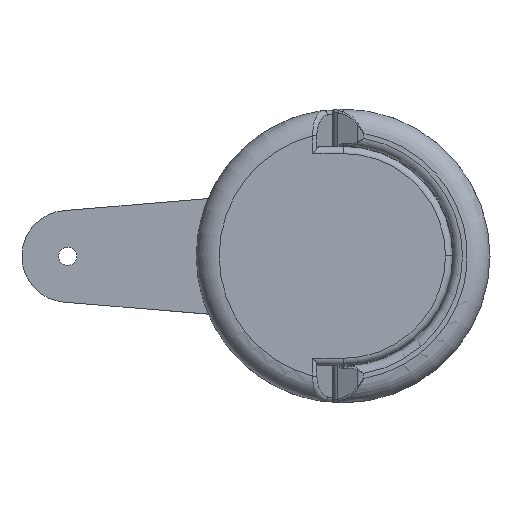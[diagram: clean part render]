
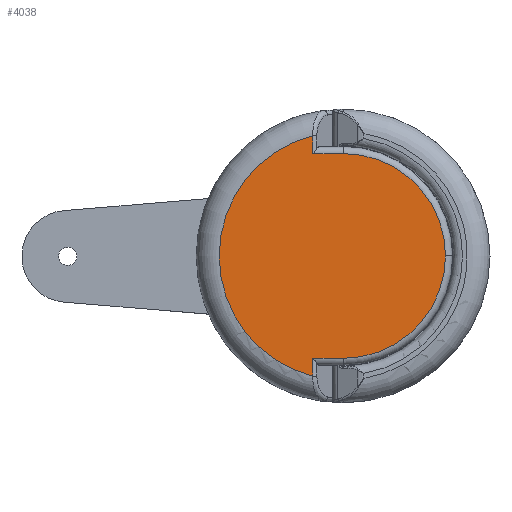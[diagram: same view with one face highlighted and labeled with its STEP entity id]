
A CAD part, top view. The second image highlights one B-rep face of the part: STEP entity #4038.
In plain terms, the highlighted planar face has unit normal (0, 0, 1).
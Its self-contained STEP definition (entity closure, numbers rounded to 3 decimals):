
#143 = CARTESIAN_POINT ( 'NONE',  ( 22.3, 0., 7. ) ) ;
#269 = VECTOR ( 'NONE', #2660, 1000. ) ;
#291 = DIRECTION ( 'NONE',  ( 0., 1., 0. ) ) ;
#562 = CARTESIAN_POINT ( 'NONE',  ( 0., 0., 7. ) ) ;
#675 = DIRECTION ( 'NONE',  ( 0., 0., 1. ) ) ;
#1406 = CARTESIAN_POINT ( 'NONE',  ( -6.577, 0., 7. ) ) ;
#1705 = AXIS2_PLACEMENT_3D ( 'NONE', #562, #9150, #8046 ) ;
#1752 = CARTESIAN_POINT ( 'NONE',  ( 0., 0., 7. ) ) ;
#1778 = CIRCLE ( 'NONE', #1705, 22.3 ) ;
#1967 = DIRECTION ( 'NONE',  ( 1., 0., 0. ) ) ;
#2104 = CARTESIAN_POINT ( 'NONE',  ( 0., 0., 7. ) ) ;
#2244 = CARTESIAN_POINT ( 'NONE',  ( -6.577, -26.187, 7. ) ) ;
#2294 = AXIS2_PLACEMENT_3D ( 'NONE', #2104, #10718, #9602 ) ;
#2362 = ORIENTED_EDGE ( 'NONE', *, *, #10576, .T. ) ;
#2422 = ORIENTED_EDGE ( 'NONE', *, *, #9413, .T. ) ;
#2452 = CARTESIAN_POINT ( 'NONE',  ( -6.577, 26.187, 7. ) ) ;
#2503 = LINE ( 'NONE', #1406, #9081 ) ;
#2660 = DIRECTION ( 'NONE',  ( 0., 1., 0. ) ) ;
#2705 = ORIENTED_EDGE ( 'NONE', *, *, #9027, .T. ) ;
#2755 = AXIS2_PLACEMENT_3D ( 'NONE', #9810, #10662, #9540 ) ;
#2835 = VECTOR ( 'NONE', #1967, 1000. ) ;
#2959 = CARTESIAN_POINT ( 'NONE',  ( 0., -22.3, 7. ) ) ;
#3004 = DIRECTION ( 'NONE',  ( -1., 0., 0. ) ) ;
#3102 = CARTESIAN_POINT ( 'NONE',  ( 0., -22.3, 7. ) ) ;
#3229 = EDGE_CURVE ( 'NONE', #6542, #7149, #4980, .T. ) ;
#3237 = CARTESIAN_POINT ( 'NONE',  ( -6.577, 22.3, 7. ) ) ;
#3371 = ORIENTED_EDGE ( 'NONE', *, *, #3604, .T. ) ;
#3398 = VERTEX_POINT ( 'NONE', #3237 ) ;
#3604 = EDGE_CURVE ( 'NONE', #6451, #3766, #6421, .T. ) ;
#3766 = VERTEX_POINT ( 'NONE', #2959 ) ;
#3798 = CARTESIAN_POINT ( 'NONE',  ( -6.577, 0., 7. ) ) ;
#3964 = FACE_OUTER_BOUND ( 'NONE', #6589, .T. ) ;
#4038 = ADVANCED_FACE ( 'NONE', ( #3964 ), #6191, .T. ) ;
#4125 = CARTESIAN_POINT ( 'NONE',  ( -6.577, 22.3, 7. ) ) ;
#4373 = ORIENTED_EDGE ( 'NONE', *, *, #3229, .T. ) ;
#4904 = LINE ( 'NONE', #3798, #269 ) ;
#4980 = CIRCLE ( 'NONE', #2755, 27. ) ;
#5209 = LINE ( 'NONE', #4125, #6756 ) ;
#5212 = VERTEX_POINT ( 'NONE', #6614 ) ;
#5256 = EDGE_CURVE ( 'NONE', #10055, #5212, #1778, .T. ) ;
#5336 = AXIS2_PLACEMENT_3D ( 'NONE', #1752, #675, #10365 ) ;
#6061 = CIRCLE ( 'NONE', #2294, 22.3 ) ;
#6191 = PLANE ( 'NONE',  #5336 ) ;
#6421 = LINE ( 'NONE', #3102, #2835 ) ;
#6451 = VERTEX_POINT ( 'NONE', #7925 ) ;
#6542 = VERTEX_POINT ( 'NONE', #2452 ) ;
#6589 = EDGE_LOOP ( 'NONE', ( #2362, #2705, #4373, #7523, #3371, #2422, #9678 ) ) ;
#6614 = CARTESIAN_POINT ( 'NONE',  ( 0., 22.3, 7. ) ) ;
#6756 = VECTOR ( 'NONE', #3004, 1000. ) ;
#7149 = VERTEX_POINT ( 'NONE', #2244 ) ;
#7523 = ORIENTED_EDGE ( 'NONE', *, *, #8149, .T. ) ;
#7925 = CARTESIAN_POINT ( 'NONE',  ( -6.577, -22.3, 7. ) ) ;
#8046 = DIRECTION ( 'NONE',  ( 1., 0., 0. ) ) ;
#8149 = EDGE_CURVE ( 'NONE', #7149, #6451, #4904, .T. ) ;
#9027 = EDGE_CURVE ( 'NONE', #3398, #6542, #2503, .T. ) ;
#9081 = VECTOR ( 'NONE', #291, 1000. ) ;
#9150 = DIRECTION ( 'NONE',  ( 0., 0., 1. ) ) ;
#9413 = EDGE_CURVE ( 'NONE', #3766, #10055, #6061, .T. ) ;
#9540 = DIRECTION ( 'NONE',  ( 1., 0., 0. ) ) ;
#9602 = DIRECTION ( 'NONE',  ( 1., 0., 0. ) ) ;
#9678 = ORIENTED_EDGE ( 'NONE', *, *, #5256, .T. ) ;
#9810 = CARTESIAN_POINT ( 'NONE',  ( 0., 0., 7. ) ) ;
#10055 = VERTEX_POINT ( 'NONE', #143 ) ;
#10365 = DIRECTION ( 'NONE',  ( 1., 0., 0. ) ) ;
#10576 = EDGE_CURVE ( 'NONE', #5212, #3398, #5209, .T. ) ;
#10662 = DIRECTION ( 'NONE',  ( 0., 0., 1. ) ) ;
#10718 = DIRECTION ( 'NONE',  ( 0., 0., 1. ) ) ;
